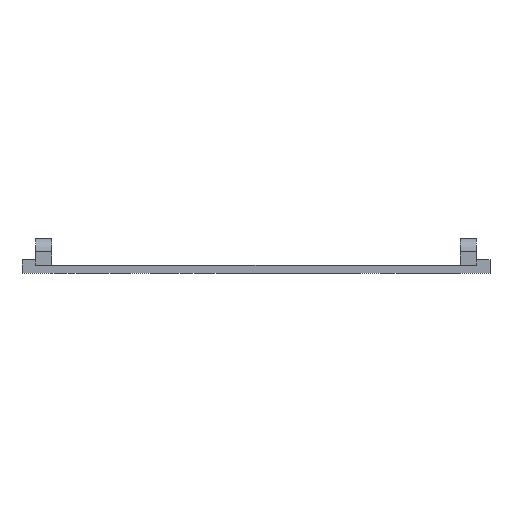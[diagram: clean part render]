
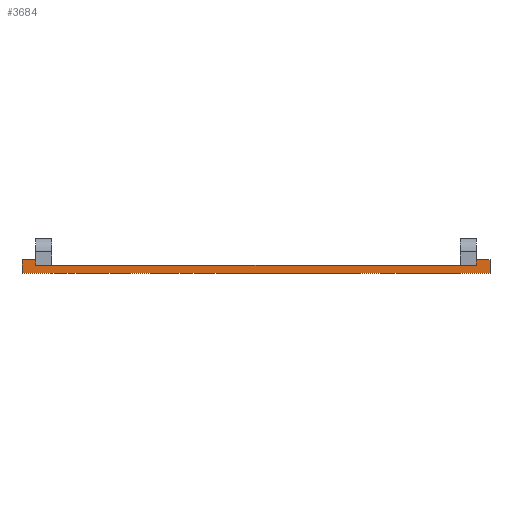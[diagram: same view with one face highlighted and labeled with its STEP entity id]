
A CAD part, left-side view. The second image highlights one B-rep face of the part: STEP entity #3684.
In plain terms, the highlighted planar face has unit normal (-1, 0, 0).
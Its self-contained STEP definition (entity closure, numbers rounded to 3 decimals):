
#31 = PLANE('',#32);
#32 = AXIS2_PLACEMENT_3D('',#33,#34,#35);
#33 = CARTESIAN_POINT('',(-56.,86.,3.));
#34 = DIRECTION('',(0.,0.,1.));
#35 = DIRECTION('',(1.,0.,0.));
#137 = PLANE('',#138);
#138 = AXIS2_PLACEMENT_3D('',#139,#140,#141);
#139 = CARTESIAN_POINT('',(-56.,86.,0.));
#140 = DIRECTION('',(0.,-1.,0.));
#141 = DIRECTION('',(0.,-0.,-1.));
#178 = VERTEX_POINT('',#179);
#179 = CARTESIAN_POINT('',(-56.,81.,3.));
#193 = PLANE('',#194);
#194 = AXIS2_PLACEMENT_3D('',#195,#196,#197);
#195 = CARTESIAN_POINT('',(-46.,81.,3.));
#196 = DIRECTION('',(0.,1.,0.));
#197 = DIRECTION('',(1.,0.,0.));
#205 = EDGE_CURVE('',#206,#178,#208,.T.);
#206 = VERTEX_POINT('',#207);
#207 = CARTESIAN_POINT('',(-56.,-81.,3.));
#208 = SURFACE_CURVE('',#209,(#213,#220),.PCURVE_S1.);
#209 = LINE('',#210,#211);
#210 = CARTESIAN_POINT('',(-56.,-86.,3.));
#211 = VECTOR('',#212,1.);
#212 = DIRECTION('',(0.,1.,0.));
#213 = PCURVE('',#31,#214);
#214 = DEFINITIONAL_REPRESENTATION('',(#215),#219);
#215 = LINE('',#216,#217);
#216 = CARTESIAN_POINT('',(0.,-172.));
#217 = VECTOR('',#218,1.);
#218 = DIRECTION('',(0.,1.));
#219 = ( GEOMETRIC_REPRESENTATION_CONTEXT(2) 
PARAMETRIC_REPRESENTATION_CONTEXT() REPRESENTATION_CONTEXT('2D SPACE',''
  ) );
#220 = PCURVE('',#221,#226);
#221 = PLANE('',#222);
#222 = AXIS2_PLACEMENT_3D('',#223,#224,#225);
#223 = CARTESIAN_POINT('',(-56.,-86.,0.));
#224 = DIRECTION('',(1.,0.,0.));
#225 = DIRECTION('',(-0.,0.,1.));
#226 = DEFINITIONAL_REPRESENTATION('',(#227),#231);
#227 = LINE('',#228,#229);
#228 = CARTESIAN_POINT('',(3.,0.));
#229 = VECTOR('',#230,1.);
#230 = DIRECTION('',(0.,-1.));
#231 = ( GEOMETRIC_REPRESENTATION_CONTEXT(2) 
PARAMETRIC_REPRESENTATION_CONTEXT() REPRESENTATION_CONTEXT('2D SPACE',''
  ) );
#249 = PLANE('',#250);
#250 = AXIS2_PLACEMENT_3D('',#251,#252,#253);
#251 = CARTESIAN_POINT('',(-46.,-81.,3.));
#252 = DIRECTION('',(0.,-1.,0.));
#253 = DIRECTION('',(-1.,0.,0.));
#305 = PLANE('',#306);
#306 = AXIS2_PLACEMENT_3D('',#307,#308,#309);
#307 = CARTESIAN_POINT('',(56.,-86.,0.));
#308 = DIRECTION('',(0.,1.,-0.));
#309 = DIRECTION('',(0.,0.,1.));
#1006 = PLANE('',#1007);
#1007 = AXIS2_PLACEMENT_3D('',#1008,#1009,#1010);
#1008 = CARTESIAN_POINT('',(-56.,86.,0.));
#1009 = DIRECTION('',(0.,0.,1.));
#1010 = DIRECTION('',(1.,0.,0.));
#1317 = VERTEX_POINT('',#1318);
#1318 = CARTESIAN_POINT('',(-56.,86.,0.));
#1341 = EDGE_CURVE('',#1342,#1317,#1344,.T.);
#1342 = VERTEX_POINT('',#1343);
#1343 = CARTESIAN_POINT('',(-56.,-86.,0.));
#1344 = SURFACE_CURVE('',#1345,(#1349,#1356),.PCURVE_S1.);
#1345 = LINE('',#1346,#1347);
#1346 = CARTESIAN_POINT('',(-56.,-86.,0.));
#1347 = VECTOR('',#1348,1.);
#1348 = DIRECTION('',(0.,1.,0.));
#1349 = PCURVE('',#1006,#1350);
#1350 = DEFINITIONAL_REPRESENTATION('',(#1351),#1355);
#1351 = LINE('',#1352,#1353);
#1352 = CARTESIAN_POINT('',(0.,-172.));
#1353 = VECTOR('',#1354,1.);
#1354 = DIRECTION('',(0.,1.));
#1355 = ( GEOMETRIC_REPRESENTATION_CONTEXT(2) 
PARAMETRIC_REPRESENTATION_CONTEXT() REPRESENTATION_CONTEXT('2D SPACE',''
  ) );
#1356 = PCURVE('',#221,#1357);
#1357 = DEFINITIONAL_REPRESENTATION('',(#1358),#1362);
#1358 = LINE('',#1359,#1360);
#1359 = CARTESIAN_POINT('',(0.,0.));
#1360 = VECTOR('',#1361,1.);
#1361 = DIRECTION('',(0.,-1.));
#1362 = ( GEOMETRIC_REPRESENTATION_CONTEXT(2) 
PARAMETRIC_REPRESENTATION_CONTEXT() REPRESENTATION_CONTEXT('2D SPACE',''
  ) );
#1760 = PLANE('',#1761);
#1761 = AXIS2_PLACEMENT_3D('',#1762,#1763,#1764);
#1762 = CARTESIAN_POINT('',(-56.,86.,5.));
#1763 = DIRECTION('',(-0.,-0.,-1.));
#1764 = DIRECTION('',(1.,0.,0.));
#1798 = VERTEX_POINT('',#1799);
#1799 = CARTESIAN_POINT('',(-56.,86.,5.));
#1822 = VERTEX_POINT('',#1823);
#1823 = CARTESIAN_POINT('',(-56.,81.,5.));
#1844 = EDGE_CURVE('',#1822,#1798,#1845,.T.);
#1845 = SURFACE_CURVE('',#1846,(#1850,#1857),.PCURVE_S1.);
#1846 = LINE('',#1847,#1848);
#1847 = CARTESIAN_POINT('',(-56.,81.,5.));
#1848 = VECTOR('',#1849,1.);
#1849 = DIRECTION('',(0.,1.,0.));
#1850 = PCURVE('',#1760,#1851);
#1851 = DEFINITIONAL_REPRESENTATION('',(#1852),#1856);
#1852 = LINE('',#1853,#1854);
#1853 = CARTESIAN_POINT('',(-0.,5.));
#1854 = VECTOR('',#1855,1.);
#1855 = DIRECTION('',(-0.,-1.));
#1856 = ( GEOMETRIC_REPRESENTATION_CONTEXT(2) 
PARAMETRIC_REPRESENTATION_CONTEXT() REPRESENTATION_CONTEXT('2D SPACE',''
  ) );
#1857 = PCURVE('',#221,#1858);
#1858 = DEFINITIONAL_REPRESENTATION('',(#1859),#1863);
#1859 = LINE('',#1860,#1861);
#1860 = CARTESIAN_POINT('',(5.,-167.));
#1861 = VECTOR('',#1862,1.);
#1862 = DIRECTION('',(0.,-1.));
#1863 = ( GEOMETRIC_REPRESENTATION_CONTEXT(2) 
PARAMETRIC_REPRESENTATION_CONTEXT() REPRESENTATION_CONTEXT('2D SPACE',''
  ) );
#2002 = EDGE_CURVE('',#178,#1822,#2003,.T.);
#2003 = SURFACE_CURVE('',#2004,(#2008,#2015),.PCURVE_S1.);
#2004 = LINE('',#2005,#2006);
#2005 = CARTESIAN_POINT('',(-56.,81.,3.));
#2006 = VECTOR('',#2007,1.);
#2007 = DIRECTION('',(0.,0.,1.));
#2008 = PCURVE('',#193,#2009);
#2009 = DEFINITIONAL_REPRESENTATION('',(#2010),#2014);
#2010 = LINE('',#2011,#2012);
#2011 = CARTESIAN_POINT('',(-10.,0.));
#2012 = VECTOR('',#2013,1.);
#2013 = DIRECTION('',(-0.,-1.));
#2014 = ( GEOMETRIC_REPRESENTATION_CONTEXT(2) 
PARAMETRIC_REPRESENTATION_CONTEXT() REPRESENTATION_CONTEXT('2D SPACE',''
  ) );
#2015 = PCURVE('',#221,#2016);
#2016 = DEFINITIONAL_REPRESENTATION('',(#2017),#2021);
#2017 = LINE('',#2018,#2019);
#2018 = CARTESIAN_POINT('',(3.,-167.));
#2019 = VECTOR('',#2020,1.);
#2020 = DIRECTION('',(1.,0.));
#2021 = ( GEOMETRIC_REPRESENTATION_CONTEXT(2) 
PARAMETRIC_REPRESENTATION_CONTEXT() REPRESENTATION_CONTEXT('2D SPACE',''
  ) );
#2051 = VERTEX_POINT('',#2052);
#2052 = CARTESIAN_POINT('',(-56.,-81.,5.));
#2066 = PLANE('',#2067);
#2067 = AXIS2_PLACEMENT_3D('',#2068,#2069,#2070);
#2068 = CARTESIAN_POINT('',(-56.,-86.,5.));
#2069 = DIRECTION('',(0.,0.,-1.));
#2070 = DIRECTION('',(-1.,0.,0.));
#2078 = EDGE_CURVE('',#206,#2051,#2079,.T.);
#2079 = SURFACE_CURVE('',#2080,(#2084,#2091),.PCURVE_S1.);
#2080 = LINE('',#2081,#2082);
#2081 = CARTESIAN_POINT('',(-56.,-81.,3.));
#2082 = VECTOR('',#2083,1.);
#2083 = DIRECTION('',(0.,0.,1.));
#2084 = PCURVE('',#249,#2085);
#2085 = DEFINITIONAL_REPRESENTATION('',(#2086),#2090);
#2086 = LINE('',#2087,#2088);
#2087 = CARTESIAN_POINT('',(10.,0.));
#2088 = VECTOR('',#2089,1.);
#2089 = DIRECTION('',(0.,-1.));
#2090 = ( GEOMETRIC_REPRESENTATION_CONTEXT(2) 
PARAMETRIC_REPRESENTATION_CONTEXT() REPRESENTATION_CONTEXT('2D SPACE',''
  ) );
#2091 = PCURVE('',#221,#2092);
#2092 = DEFINITIONAL_REPRESENTATION('',(#2093),#2097);
#2093 = LINE('',#2094,#2095);
#2094 = CARTESIAN_POINT('',(3.,-5.));
#2095 = VECTOR('',#2096,1.);
#2096 = DIRECTION('',(1.,0.));
#2097 = ( GEOMETRIC_REPRESENTATION_CONTEXT(2) 
PARAMETRIC_REPRESENTATION_CONTEXT() REPRESENTATION_CONTEXT('2D SPACE',''
  ) );
#2874 = VERTEX_POINT('',#2875);
#2875 = CARTESIAN_POINT('',(-56.,-86.,5.));
#2898 = EDGE_CURVE('',#2051,#2874,#2899,.T.);
#2899 = SURFACE_CURVE('',#2900,(#2904,#2911),.PCURVE_S1.);
#2900 = LINE('',#2901,#2902);
#2901 = CARTESIAN_POINT('',(-56.,-81.,5.));
#2902 = VECTOR('',#2903,1.);
#2903 = DIRECTION('',(0.,-1.,0.));
#2904 = PCURVE('',#2066,#2905);
#2905 = DEFINITIONAL_REPRESENTATION('',(#2906),#2910);
#2906 = LINE('',#2907,#2908);
#2907 = CARTESIAN_POINT('',(0.,5.));
#2908 = VECTOR('',#2909,1.);
#2909 = DIRECTION('',(0.,-1.));
#2910 = ( GEOMETRIC_REPRESENTATION_CONTEXT(2) 
PARAMETRIC_REPRESENTATION_CONTEXT() REPRESENTATION_CONTEXT('2D SPACE',''
  ) );
#2911 = PCURVE('',#221,#2912);
#2912 = DEFINITIONAL_REPRESENTATION('',(#2913),#2917);
#2913 = LINE('',#2914,#2915);
#2914 = CARTESIAN_POINT('',(5.,-5.));
#2915 = VECTOR('',#2916,1.);
#2916 = DIRECTION('',(0.,1.));
#2917 = ( GEOMETRIC_REPRESENTATION_CONTEXT(2) 
PARAMETRIC_REPRESENTATION_CONTEXT() REPRESENTATION_CONTEXT('2D SPACE',''
  ) );
#3633 = EDGE_CURVE('',#1317,#1798,#3634,.T.);
#3634 = SURFACE_CURVE('',#3635,(#3639,#3646),.PCURVE_S1.);
#3635 = LINE('',#3636,#3637);
#3636 = CARTESIAN_POINT('',(-56.,86.,0.));
#3637 = VECTOR('',#3638,1.);
#3638 = DIRECTION('',(0.,0.,1.));
#3639 = PCURVE('',#137,#3640);
#3640 = DEFINITIONAL_REPRESENTATION('',(#3641),#3645);
#3641 = LINE('',#3642,#3643);
#3642 = CARTESIAN_POINT('',(0.,0.));
#3643 = VECTOR('',#3644,1.);
#3644 = DIRECTION('',(-1.,0.));
#3645 = ( GEOMETRIC_REPRESENTATION_CONTEXT(2) 
PARAMETRIC_REPRESENTATION_CONTEXT() REPRESENTATION_CONTEXT('2D SPACE',''
  ) );
#3646 = PCURVE('',#221,#3647);
#3647 = DEFINITIONAL_REPRESENTATION('',(#3648),#3652);
#3648 = LINE('',#3649,#3650);
#3649 = CARTESIAN_POINT('',(0.,-172.));
#3650 = VECTOR('',#3651,1.);
#3651 = DIRECTION('',(1.,0.));
#3652 = ( GEOMETRIC_REPRESENTATION_CONTEXT(2) 
PARAMETRIC_REPRESENTATION_CONTEXT() REPRESENTATION_CONTEXT('2D SPACE',''
  ) );
#3684 = ADVANCED_FACE('',(#3685),#221,.F.);
#3685 = FACE_BOUND('',#3686,.T.);
#3686 = EDGE_LOOP('',(#3687,#3708,#3709,#3710,#3711,#3712,#3713,#3714));
#3687 = ORIENTED_EDGE('',*,*,#3688,.T.);
#3688 = EDGE_CURVE('',#1342,#2874,#3689,.T.);
#3689 = SURFACE_CURVE('',#3690,(#3694,#3701),.PCURVE_S1.);
#3690 = LINE('',#3691,#3692);
#3691 = CARTESIAN_POINT('',(-56.,-86.,0.));
#3692 = VECTOR('',#3693,1.);
#3693 = DIRECTION('',(0.,0.,1.));
#3694 = PCURVE('',#221,#3695);
#3695 = DEFINITIONAL_REPRESENTATION('',(#3696),#3700);
#3696 = LINE('',#3697,#3698);
#3697 = CARTESIAN_POINT('',(0.,0.));
#3698 = VECTOR('',#3699,1.);
#3699 = DIRECTION('',(1.,0.));
#3700 = ( GEOMETRIC_REPRESENTATION_CONTEXT(2) 
PARAMETRIC_REPRESENTATION_CONTEXT() REPRESENTATION_CONTEXT('2D SPACE',''
  ) );
#3701 = PCURVE('',#305,#3702);
#3702 = DEFINITIONAL_REPRESENTATION('',(#3703),#3707);
#3703 = LINE('',#3704,#3705);
#3704 = CARTESIAN_POINT('',(0.,-112.));
#3705 = VECTOR('',#3706,1.);
#3706 = DIRECTION('',(1.,0.));
#3707 = ( GEOMETRIC_REPRESENTATION_CONTEXT(2) 
PARAMETRIC_REPRESENTATION_CONTEXT() REPRESENTATION_CONTEXT('2D SPACE',''
  ) );
#3708 = ORIENTED_EDGE('',*,*,#2898,.F.);
#3709 = ORIENTED_EDGE('',*,*,#2078,.F.);
#3710 = ORIENTED_EDGE('',*,*,#205,.T.);
#3711 = ORIENTED_EDGE('',*,*,#2002,.T.);
#3712 = ORIENTED_EDGE('',*,*,#1844,.T.);
#3713 = ORIENTED_EDGE('',*,*,#3633,.F.);
#3714 = ORIENTED_EDGE('',*,*,#1341,.F.);
